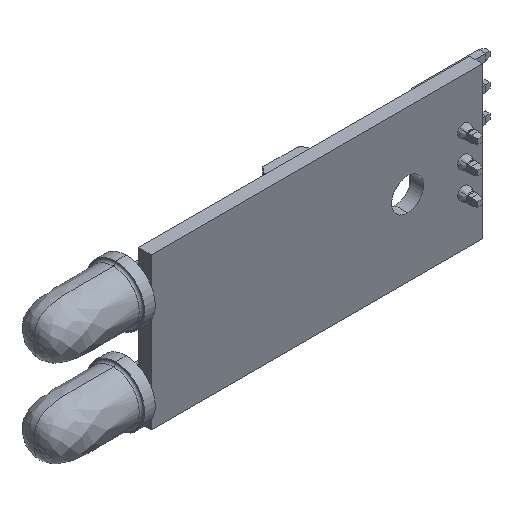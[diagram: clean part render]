
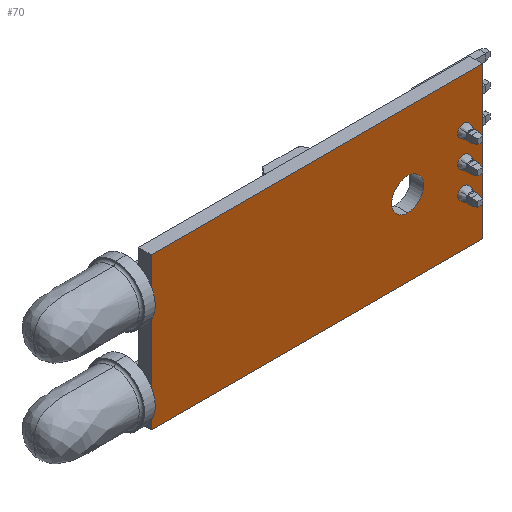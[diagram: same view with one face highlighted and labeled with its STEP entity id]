
A CAD part, isometric view. The second image highlights one B-rep face of the part: STEP entity #70.
In plain terms, the highlighted planar face has unit normal (0, -1, 0).
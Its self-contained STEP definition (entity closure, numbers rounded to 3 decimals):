
#70 = ADVANCED_FACE ( 'NONE', ( #3595, #25301 ), #2346, .T. ) ;
#1455 = CIRCLE ( 'NONE', #4955, 1.5 ) ;
#1745 = DIRECTION ( 'NONE',  ( 0., 0., -1. ) ) ;
#2133 = EDGE_CURVE ( 'NONE', #33522, #30330, #1455, .T. ) ;
#2346 = PLANE ( 'NONE',  #28897 ) ;
#2797 = DIRECTION ( 'NONE',  ( 0., 1., 0. ) ) ;
#3225 = ORIENTED_EDGE ( 'NONE', *, *, #32567, .F. ) ;
#3595 = FACE_OUTER_BOUND ( 'NONE', #3679, .T. ) ;
#3679 = EDGE_LOOP ( 'NONE', ( #32261, #3225, #27069, #23258 ) ) ;
#4955 = AXIS2_PLACEMENT_3D ( 'NONE', #24789, #28343, #11730 ) ;
#6670 = DIRECTION ( 'NONE',  ( 1., 0., 0. ) ) ;
#11289 = CARTESIAN_POINT ( 'NONE',  ( 15.5, 0., 7.1 ) ) ;
#11730 = DIRECTION ( 'NONE',  ( 0., 0., 1. ) ) ;
#12394 = CIRCLE ( 'NONE', #26522, 1.5 ) ;
#12753 = DIRECTION ( 'NONE',  ( 0., -1., 0. ) ) ;
#12857 = CARTESIAN_POINT ( 'NONE',  ( -15.5, 0., -7.1 ) ) ;
#13304 = VECTOR ( 'NONE', #6670, 1000. ) ;
#15387 = LINE ( 'NONE', #29146, #13304 ) ;
#15821 = CARTESIAN_POINT ( 'NONE',  ( 8.5, 0., 0. ) ) ;
#17314 = EDGE_CURVE ( 'NONE', #38351, #35031, #22575, .T. ) ;
#17624 = CARTESIAN_POINT ( 'NONE',  ( 15.5, 0., 7.1 ) ) ;
#20506 = ORIENTED_EDGE ( 'NONE', *, *, #2133, .T. ) ;
#22575 = LINE ( 'NONE', #30692, #40515 ) ;
#23258 = ORIENTED_EDGE ( 'NONE', *, *, #41063, .F. ) ;
#24535 = LINE ( 'NONE', #11289, #34284 ) ;
#24789 = CARTESIAN_POINT ( 'NONE',  ( 8.5, 0., 0. ) ) ;
#24870 = EDGE_LOOP ( 'NONE', ( #20506, #32422 ) ) ;
#25301 = FACE_BOUND ( 'NONE', #24870, .T. ) ;
#25900 = DIRECTION ( 'NONE',  ( 0., 0., -1. ) ) ;
#26111 = CARTESIAN_POINT ( 'NONE',  ( -15.5, 0., -7.1 ) ) ;
#26522 = AXIS2_PLACEMENT_3D ( 'NONE', #15821, #2797, #32517 ) ;
#27069 = ORIENTED_EDGE ( 'NONE', *, *, #17314, .F. ) ;
#27568 = EDGE_CURVE ( 'NONE', #30330, #33522, #12394, .T. ) ;
#28343 = DIRECTION ( 'NONE',  ( 0., 1., 0. ) ) ;
#28897 = AXIS2_PLACEMENT_3D ( 'NONE', #38524, #12753, #25900 ) ;
#29146 = CARTESIAN_POINT ( 'NONE',  ( -15.5, 0., 7.1 ) ) ;
#29997 = LINE ( 'NONE', #26111, #37677 ) ;
#30062 = VERTEX_POINT ( 'NONE', #17624 ) ;
#30330 = VERTEX_POINT ( 'NONE', #39553 ) ;
#30692 = CARTESIAN_POINT ( 'NONE',  ( -15.5, 0., 7.1 ) ) ;
#32261 = ORIENTED_EDGE ( 'NONE', *, *, #35106, .F. ) ;
#32422 = ORIENTED_EDGE ( 'NONE', *, *, #27568, .T. ) ;
#32517 = DIRECTION ( 'NONE',  ( 0., 0., 1. ) ) ;
#32567 = EDGE_CURVE ( 'NONE', #35031, #30062, #15387, .T. ) ;
#33522 = VERTEX_POINT ( 'NONE', #39748 ) ;
#34074 = CARTESIAN_POINT ( 'NONE',  ( -15.5, 0., 7.1 ) ) ;
#34284 = VECTOR ( 'NONE', #1745, 1000. ) ;
#35031 = VERTEX_POINT ( 'NONE', #34074 ) ;
#35106 = EDGE_CURVE ( 'NONE', #30062, #35939, #24535, .T. ) ;
#35583 = CARTESIAN_POINT ( 'NONE',  ( 15.5, 0., -7.1 ) ) ;
#35939 = VERTEX_POINT ( 'NONE', #35583 ) ;
#37677 = VECTOR ( 'NONE', #42749, 1000. ) ;
#38351 = VERTEX_POINT ( 'NONE', #12857 ) ;
#38524 = CARTESIAN_POINT ( 'NONE',  ( 0., 0., 0. ) ) ;
#39553 = CARTESIAN_POINT ( 'NONE',  ( 8.5, 0., 1.5 ) ) ;
#39748 = CARTESIAN_POINT ( 'NONE',  ( 8.5, 0., -1.5 ) ) ;
#40515 = VECTOR ( 'NONE', #40855, 1000. ) ;
#40855 = DIRECTION ( 'NONE',  ( 0., 0., 1. ) ) ;
#41063 = EDGE_CURVE ( 'NONE', #35939, #38351, #29997, .T. ) ;
#42749 = DIRECTION ( 'NONE',  ( -1., 0., 0. ) ) ;
